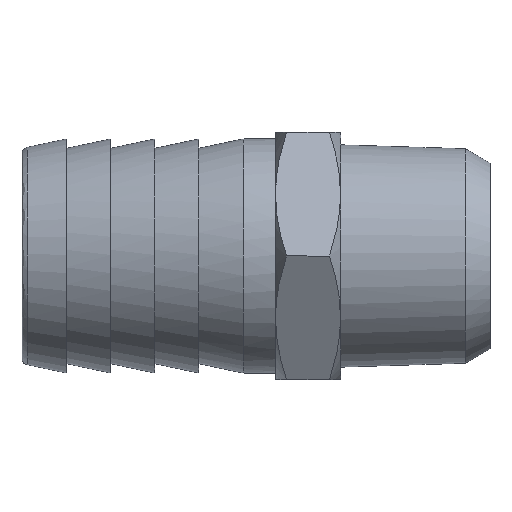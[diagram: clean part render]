
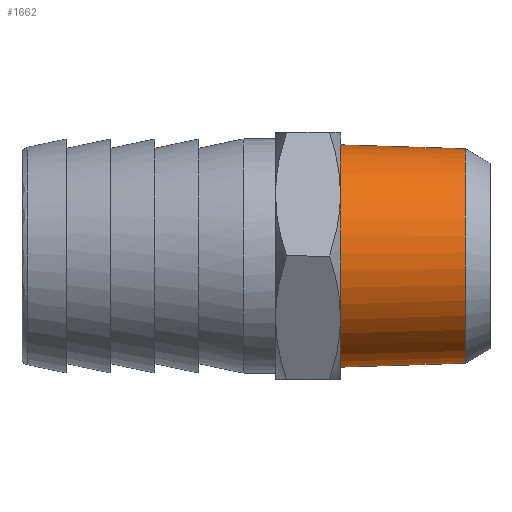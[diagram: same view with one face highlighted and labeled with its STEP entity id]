
A CAD part, left-side view. The second image highlights one B-rep face of the part: STEP entity #1662.
In plain terms, the highlighted free-form (B-spline) face has degree [1, 3] with [2, 4] control points.
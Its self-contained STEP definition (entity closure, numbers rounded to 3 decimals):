
#17 = CARTESIAN_POINT ( 'NONE',  ( -8.55, 11.5, 0.561 ) ) ;
#40 = CARTESIAN_POINT ( 'NONE',  ( -2.219, 11.5, -8.276 ) ) ;
#87 = EDGE_CURVE ( 'NONE', #1507, #749, #1360, .T. ) ;
#213 = CARTESIAN_POINT ( 'NONE',  ( -4.283, 11.5, 7.421 ) ) ;
#223 = CARTESIAN_POINT ( 'NONE',  ( -0.561, 11.5, -8.55 ) ) ;
#232 = CARTESIAN_POINT ( 'NONE',  ( -16.5, 1.905, -8.25 ) ) ;
#233 = CARTESIAN_POINT ( 'NONE',  ( -5.649, 11.5, 6.443 ) ) ;
#242 = CARTESIAN_POINT ( 'NONE',  ( -7.684, 11.5, -3.791 ) ) ;
#251 = CARTESIAN_POINT ( 'NONE',  ( -6.797, 11.5, -5.217 ) ) ;
#262 = CARTESIAN_POINT ( 'NONE',  ( -16.5, 1.905, -8.25 ) ) ;
#321 =( BOUNDED_CURVE ( )  B_SPLINE_CURVE ( 3, ( #2064, #232, #941, #2044 ),
 .UNSPECIFIED., .F., .F. ) 
 B_SPLINE_CURVE_WITH_KNOTS ( ( 4, 4 ),
 ( -3.142, 0. ),
 .UNSPECIFIED. ) 
 CURVE ( )  GEOMETRIC_REPRESENTATION_ITEM ( )  RATIONAL_B_SPLINE_CURVE ( ( 1., 0.333, 0.333, 1. ) ) 
 REPRESENTATION_ITEM ( '' )  );
#443 = CARTESIAN_POINT ( 'NONE',  ( -2.219, 11.5, 8.276 ) ) ;
#460 = CARTESIAN_POINT ( 'NONE',  ( -6.443, 11.5, -5.649 ) ) ;
#478 = CARTESIAN_POINT ( 'NONE',  ( -2.753, 11.5, -8.114 ) ) ;
#488 = CARTESIAN_POINT ( 'NONE',  ( 0., 11.5, 8.55 ) ) ;
#672 = CARTESIAN_POINT ( 'NONE',  ( 0., 11.5, 8.55 ) ) ;
#717 = CARTESIAN_POINT ( 'NONE',  ( -17.1, 11.5, -8.55 ) ) ;
#741 = FACE_OUTER_BOUND ( 'NONE', #2884, .T. ) ;
#749 = VERTEX_POINT ( 'NONE', #947 ) ;
#818 = CARTESIAN_POINT ( 'NONE',  ( 0., 1.905, 8.25 ) ) ;
#921 = CARTESIAN_POINT ( 'NONE',  ( -8.114, 11.5, -2.753 ) ) ;
#934 = CARTESIAN_POINT ( 'NONE',  ( -7.684, 11.5, 3.791 ) ) ;
#941 = CARTESIAN_POINT ( 'NONE',  ( -16.5, 1.905, 8.25 ) ) ;
#947 = CARTESIAN_POINT ( 'NONE',  ( 0., 11.5, 8.55 ) ) ;
#954 = CARTESIAN_POINT ( 'NONE',  ( -8.114, 11.5, 2.753 ) ) ;
#1053 = ORIENTED_EDGE ( 'NONE', *, *, #1646, .T. ) ;
#1102 = EDGE_CURVE ( 'NONE', #1507, #1773, #2007, .T. ) ;
#1103 = ORIENTED_EDGE ( 'NONE', *, *, #2481, .T. ) ;
#1124 = ORIENTED_EDGE ( 'NONE', *, *, #87, .F. ) ;
#1176 = CARTESIAN_POINT ( 'NONE',  ( -4.283, 11.5, -7.421 ) ) ;
#1187 = CARTESIAN_POINT ( 'NONE',  ( -3.791, 11.5, 7.684 ) ) ;
#1312 = B_SPLINE_CURVE_WITH_KNOTS ( 'NONE', 1,
 ( #818, #2897 ),
 .UNSPECIFIED., .F., .F.,
 ( 2, 2 ),
 ( -1., 0. ),
 .UNSPECIFIED. ) ;
#1360 = B_SPLINE_CURVE_WITH_KNOTS ( 'NONE', 3,
 ( #1818, #223, #1390, #40, #478, #2304, #1176, #1398, #1621, #460, #251, #1376, #242, #921, #2756, #1857, #1837, #17, #1598, #2087, #954, #934, #2055, #2512, #2551, #233, #2746, #213, #1187, #2531, #443, #2045, #2065, #672 ),
 .UNSPECIFIED., .F., .F.,
 ( 4, 2, 2, 2, 2, 2, 2, 2, 2, 2, 2, 2, 2, 2, 2, 2, 4 ),
 ( 0., 0.196, 0.393, 0.589, 0.785, 0.982, 1.178, 1.374, 1.571, 1.767, 1.963, 2.16, 2.356, 2.553, 2.749, 2.945, 3.142 ),
 .UNSPECIFIED. ) ;
#1376 = CARTESIAN_POINT ( 'NONE',  ( -7.421, 11.5, -4.283 ) ) ;
#1389 = CARTESIAN_POINT ( 'NONE',  ( 0., 1.905, -8.25 ) ) ;
#1390 = CARTESIAN_POINT ( 'NONE',  ( -1.117, 11.5, -8.495 ) ) ;
#1398 = CARTESIAN_POINT ( 'NONE',  ( -5.217, 11.5, -6.797 ) ) ;
#1404 = CARTESIAN_POINT ( 'NONE',  ( -17.1, 11.5, 8.55 ) ) ;
#1507 = VERTEX_POINT ( 'NONE', #2296 ) ;
#1598 = CARTESIAN_POINT ( 'NONE',  ( -8.495, 11.5, 1.117 ) ) ;
#1621 = CARTESIAN_POINT ( 'NONE',  ( -5.649, 11.5, -6.443 ) ) ;
#1646 = EDGE_CURVE ( 'NONE', #1773, #2829, #321, .T. ) ;
#1662 = ADVANCED_FACE ( 'NONE', ( #741 ), #2979, .F. ) ;
#1675 = CARTESIAN_POINT ( 'NONE',  ( 0., 1.905, -8.25 ) ) ;
#1773 = VERTEX_POINT ( 'NONE', #2020 ) ;
#1818 = CARTESIAN_POINT ( 'NONE',  ( 0., 11.5, -8.55 ) ) ;
#1837 = CARTESIAN_POINT ( 'NONE',  ( -8.55, 11.5, -0.561 ) ) ;
#1857 = CARTESIAN_POINT ( 'NONE',  ( -8.495, 11.5, -1.117 ) ) ;
#1865 = CARTESIAN_POINT ( 'NONE',  ( 0., 1.905, 8.25 ) ) ;
#2007 = B_SPLINE_CURVE_WITH_KNOTS ( 'NONE', 1,
 ( #2333, #1675 ),
 .UNSPECIFIED., .F., .F.,
 ( 2, 2 ),
 ( -1., 0. ),
 .UNSPECIFIED. ) ;
#2020 = CARTESIAN_POINT ( 'NONE',  ( 0., 1.905, -8.25 ) ) ;
#2044 = CARTESIAN_POINT ( 'NONE',  ( 0., 1.905, 8.25 ) ) ;
#2045 = CARTESIAN_POINT ( 'NONE',  ( -1.117, 11.5, 8.495 ) ) ;
#2055 = CARTESIAN_POINT ( 'NONE',  ( -7.421, 11.5, 4.283 ) ) ;
#2064 = CARTESIAN_POINT ( 'NONE',  ( 0., 1.905, -8.25 ) ) ;
#2065 = CARTESIAN_POINT ( 'NONE',  ( -0.561, 11.5, 8.55 ) ) ;
#2087 = CARTESIAN_POINT ( 'NONE',  ( -8.276, 11.5, 2.219 ) ) ;
#2132 = CARTESIAN_POINT ( 'NONE',  ( 0., 1.905, 8.25 ) ) ;
#2296 = CARTESIAN_POINT ( 'NONE',  ( 0., 11.5, -8.55 ) ) ;
#2304 = CARTESIAN_POINT ( 'NONE',  ( -3.791, 11.5, -7.684 ) ) ;
#2333 = CARTESIAN_POINT ( 'NONE',  ( 0., 11.5, -8.55 ) ) ;
#2335 = CARTESIAN_POINT ( 'NONE',  ( 0., 11.5, -8.55 ) ) ;
#2481 = EDGE_CURVE ( 'NONE', #2829, #749, #1312, .T. ) ;
#2512 = CARTESIAN_POINT ( 'NONE',  ( -6.797, 11.5, 5.217 ) ) ;
#2531 = CARTESIAN_POINT ( 'NONE',  ( -2.753, 11.5, 8.114 ) ) ;
#2551 = CARTESIAN_POINT ( 'NONE',  ( -6.443, 11.5, 5.649 ) ) ;
#2562 = CARTESIAN_POINT ( 'NONE',  ( -16.5, 1.905, 8.25 ) ) ;
#2746 = CARTESIAN_POINT ( 'NONE',  ( -5.217, 11.5, 6.797 ) ) ;
#2751 = ORIENTED_EDGE ( 'NONE', *, *, #1102, .T. ) ;
#2756 = CARTESIAN_POINT ( 'NONE',  ( -8.276, 11.5, -2.219 ) ) ;
#2829 = VERTEX_POINT ( 'NONE', #2132 ) ;
#2884 = EDGE_LOOP ( 'NONE', ( #1053, #1103, #1124, #2751 ) ) ;
#2897 = CARTESIAN_POINT ( 'NONE',  ( 0., 11.5, 8.55 ) ) ;
#2979 =( BOUNDED_SURFACE ( )  B_SPLINE_SURFACE ( 1, 3, ( 
 ( #1389, #262, #2562, #1865 ),
 ( #2335, #717, #1404, #488 ) ),
 .UNSPECIFIED., .F., .F., .F. ) 
 B_SPLINE_SURFACE_WITH_KNOTS ( ( 2, 2 ),
 ( 4, 4 ),
 ( 0., 1. ),
 ( 0., 1. ),
 .UNSPECIFIED. ) 
 GEOMETRIC_REPRESENTATION_ITEM ( )  RATIONAL_B_SPLINE_SURFACE ( (
 ( 1., 0.333, 0.333, 1.),
 ( 1., 0.333, 0.333, 1.) ) ) 
 REPRESENTATION_ITEM ( '' )  SURFACE ( )  );
